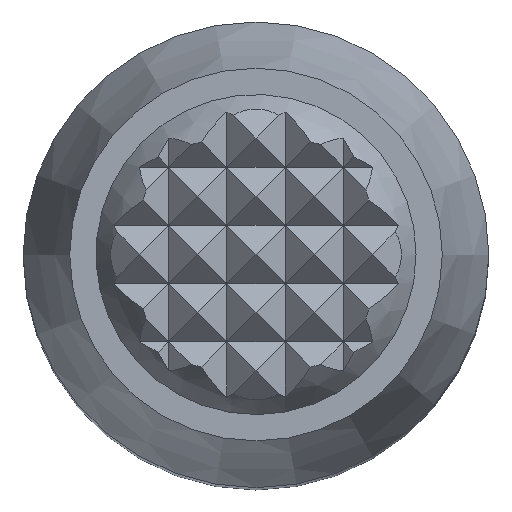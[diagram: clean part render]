
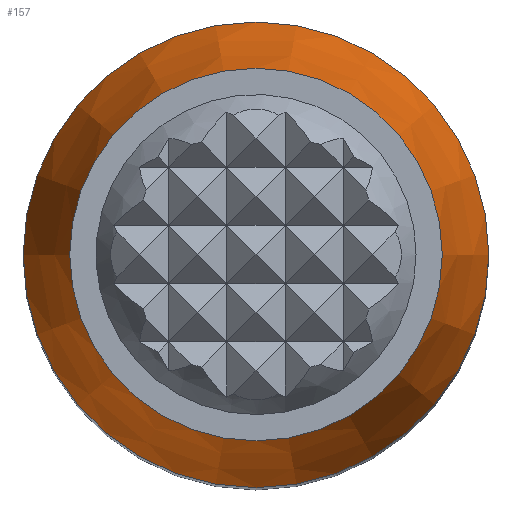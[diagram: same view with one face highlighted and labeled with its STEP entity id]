
A CAD part, top view. The second image highlights one B-rep face of the part: STEP entity #157.
In plain terms, the highlighted conical face has half-angle 16.5 degrees and reference radius 6.4 mm.
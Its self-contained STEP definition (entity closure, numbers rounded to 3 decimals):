
#157 = ADVANCED_FACE( '', ( #395, #396 ), #397, .T. );
#395 = FACE_OUTER_BOUND( '', #718, .T. );
#396 = FACE_BOUND( '', #719, .T. );
#397 = CONICAL_SURFACE( '', #720, 6.4, 0.288 );
#718 = EDGE_LOOP( '', ( #1099 ) );
#719 = EDGE_LOOP( '', ( #1100 ) );
#720 = AXIS2_PLACEMENT_3D( '', #1101, #1102, #1103 );
#1099 = ORIENTED_EDGE( '', *, *, #1847, .F. );
#1100 = ORIENTED_EDGE( '', *, *, #1848, .F. );
#1101 = CARTESIAN_POINT( '', ( 0., 0., 52.08 ) );
#1102 = DIRECTION( '', ( 0., 0., -1. ) );
#1103 = DIRECTION( '', ( -1., 0., 0. ) );
#1847 = EDGE_CURVE( '', #2181, #2181, #2182, .F. );
#1848 = EDGE_CURVE( '', #2183, #2183, #2184, .T. );
#2181 = VERTEX_POINT( '', #2612 );
#2182 = CIRCLE( '', #2613, 8. );
#2183 = VERTEX_POINT( '', #2614 );
#2184 = CIRCLE( '', #2615, 6.4 );
#2612 = CARTESIAN_POINT( '', ( 8., 0., 46.68 ) );
#2613 = AXIS2_PLACEMENT_3D( '', #3054, #3055, #3056 );
#2614 = CARTESIAN_POINT( '', ( 6.4, 0., 52.08 ) );
#2615 = AXIS2_PLACEMENT_3D( '', #3057, #3058, #3059 );
#3054 = CARTESIAN_POINT( '', ( 0., 0., 46.68 ) );
#3055 = DIRECTION( '', ( 0., 0., 1. ) );
#3056 = DIRECTION( '', ( 1., 0., 0. ) );
#3057 = CARTESIAN_POINT( '', ( 0., 0., 52.08 ) );
#3058 = DIRECTION( '', ( 0., 0., 1. ) );
#3059 = DIRECTION( '', ( 1., 0., 0. ) );
